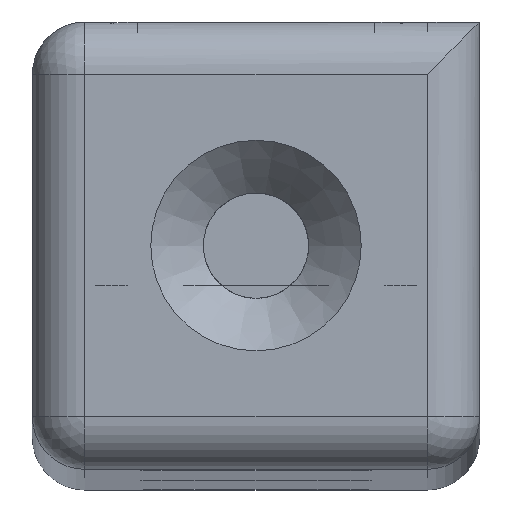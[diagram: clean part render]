
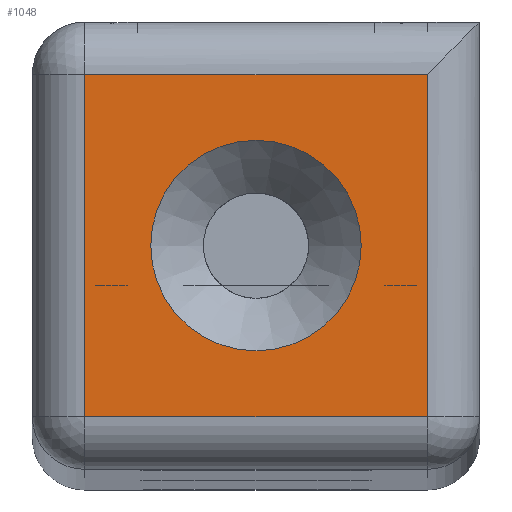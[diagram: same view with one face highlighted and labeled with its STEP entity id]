
A CAD part, top view. The second image highlights one B-rep face of the part: STEP entity #1048.
In plain terms, the highlighted planar face has unit normal (0, 0, 1).
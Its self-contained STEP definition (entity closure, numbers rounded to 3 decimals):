
#36=FACE_BOUND('',#377,.T.);
#55=PLANE('',#1195);
#65=LINE('',#1579,#143);
#86=LINE('',#1667,#164);
#120=LINE('',#1802,#198);
#130=LINE('',#1834,#208);
#143=VECTOR('',#1235,10.);
#164=VECTOR('',#1324,10.);
#198=VECTOR('',#1494,10.);
#208=VECTOR('',#1524,10.);
#299=FACE_OUTER_BOUND('',#376,.T.);
#376=EDGE_LOOP('',(#931,#932,#933,#934));
#377=EDGE_LOOP('',(#935));
#446=CIRCLE('',#1180,2.);
#461=VERTEX_POINT('',#1571);
#463=VERTEX_POINT('',#1577);
#487=VERTEX_POINT('',#1636);
#527=VERTEX_POINT('',#1791);
#529=VERTEX_POINT('',#1800);
#554=EDGE_CURVE('',#463,#461,#65,.T.);
#598=EDGE_CURVE('',#487,#463,#86,.T.);
#659=EDGE_CURVE('',#527,#527,#446,.T.);
#664=EDGE_CURVE('',#529,#487,#120,.T.);
#680=EDGE_CURVE('',#461,#529,#130,.T.);
#931=ORIENTED_EDGE('',*,*,#554,.F.);
#932=ORIENTED_EDGE('',*,*,#598,.F.);
#933=ORIENTED_EDGE('',*,*,#664,.F.);
#934=ORIENTED_EDGE('',*,*,#680,.F.);
#935=ORIENTED_EDGE('',*,*,#659,.F.);
#1048=ADVANCED_FACE('',(#299,#36),#55,.T.);
#1180=AXIS2_PLACEMENT_3D('',#1792,#1480,#1481);
#1195=AXIS2_PLACEMENT_3D('',#1833,#1522,#1523);
#1235=DIRECTION('',(0.,1.,0.));
#1324=DIRECTION('',(-1.,0.,0.));
#1480=DIRECTION('center_axis',(0.,0.,1.));
#1481=DIRECTION('ref_axis',(-1.,0.,0.));
#1494=DIRECTION('',(0.,-1.,0.));
#1522=DIRECTION('center_axis',(0.,0.,1.));
#1523=DIRECTION('ref_axis',(1.,0.,0.));
#1524=DIRECTION('',(1.,0.,0.));
#1571=CARTESIAN_POINT('',(-3.25,3.25,227.));
#1577=CARTESIAN_POINT('',(-3.25,-3.25,227.));
#1579=CARTESIAN_POINT('',(-3.25,2.125,227.));
#1636=CARTESIAN_POINT('',(3.25,-3.25,227.));
#1667=CARTESIAN_POINT('',(-2.125,-3.25,227.));
#1791=CARTESIAN_POINT('',(2.,0.,227.));
#1792=CARTESIAN_POINT('Origin',(0.,0.,227.));
#1800=CARTESIAN_POINT('',(3.25,3.25,227.));
#1802=CARTESIAN_POINT('',(3.25,-2.125,227.));
#1833=CARTESIAN_POINT('Origin',(0.,0.,227.));
#1834=CARTESIAN_POINT('',(2.125,3.25,227.));
